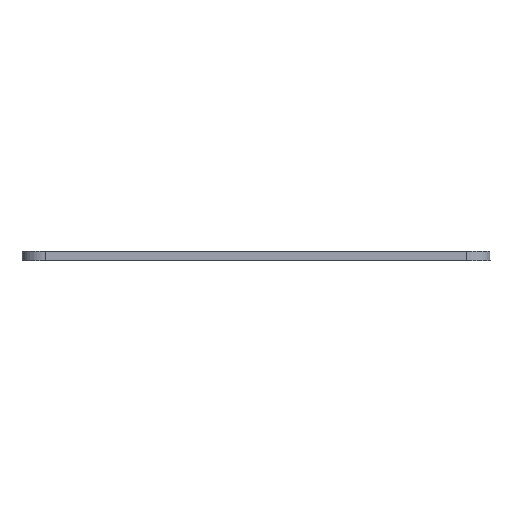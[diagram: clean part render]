
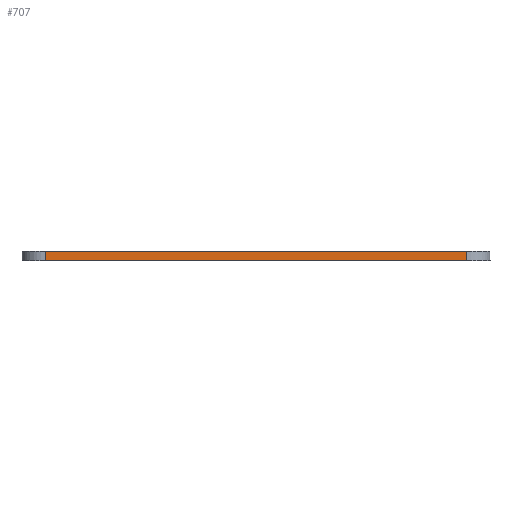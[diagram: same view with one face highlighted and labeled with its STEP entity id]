
A CAD part, front view. The second image highlights one B-rep face of the part: STEP entity #707.
In plain terms, the highlighted planar face has unit normal (0, -1, 0).
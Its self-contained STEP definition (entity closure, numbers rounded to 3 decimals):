
#169 = DIRECTION ( 'NONE',  ( 1., 0., 0. ) ) ;
#521 = CARTESIAN_POINT ( 'NONE',  ( 30., 572.817, 4. ) ) ;
#532 = LINE ( 'NONE', #3946, #4870 ) ;
#707 = ADVANCED_FACE ( 'NONE', ( #1085 ), #2768, .F. ) ;
#821 = CARTESIAN_POINT ( 'NONE',  ( -160., 572.817, 4. ) ) ;
#907 = DIRECTION ( 'NONE',  ( 1., 0., 0. ) ) ;
#999 = VERTEX_POINT ( 'NONE', #521 ) ;
#1085 = FACE_OUTER_BOUND ( 'NONE', #1328, .T. ) ;
#1328 = EDGE_LOOP ( 'NONE', ( #4577, #3486, #2272, #4039 ) ) ;
#1471 = AXIS2_PLACEMENT_3D ( 'NONE', #4129, #5428, #2790 ) ;
#1516 = CARTESIAN_POINT ( 'NONE',  ( 30., 572.817, 0. ) ) ;
#1565 = VERTEX_POINT ( 'NONE', #1516 ) ;
#1665 = DIRECTION ( 'NONE',  ( 0., 0., -1. ) ) ;
#1683 = DIRECTION ( 'NONE',  ( 0., 0., 1. ) ) ;
#2029 = EDGE_CURVE ( 'NONE', #2706, #999, #4751, .T. ) ;
#2101 = LINE ( 'NONE', #5496, #5150 ) ;
#2272 = ORIENTED_EDGE ( 'NONE', *, *, #4025, .T. ) ;
#2484 = EDGE_CURVE ( 'NONE', #2706, #4272, #2101, .T. ) ;
#2562 = VECTOR ( 'NONE', #1683, 1000. ) ;
#2706 = VERTEX_POINT ( 'NONE', #4909 ) ;
#2768 = PLANE ( 'NONE',  #1471 ) ;
#2790 = DIRECTION ( 'NONE',  ( 0., 0., 1. ) ) ;
#2863 = EDGE_CURVE ( 'NONE', #1565, #999, #4258, .T. ) ;
#3486 = ORIENTED_EDGE ( 'NONE', *, *, #2484, .T. ) ;
#3701 = VECTOR ( 'NONE', #907, 1000. ) ;
#3946 = CARTESIAN_POINT ( 'NONE',  ( -160., 572.817, 0. ) ) ;
#4025 = EDGE_CURVE ( 'NONE', #4272, #1565, #532, .T. ) ;
#4039 = ORIENTED_EDGE ( 'NONE', *, *, #2863, .T. ) ;
#4129 = CARTESIAN_POINT ( 'NONE',  ( -160., 572.817, 4. ) ) ;
#4258 = LINE ( 'NONE', #5155, #2562 ) ;
#4272 = VERTEX_POINT ( 'NONE', #5119 ) ;
#4577 = ORIENTED_EDGE ( 'NONE', *, *, #2029, .F. ) ;
#4751 = LINE ( 'NONE', #821, #3701 ) ;
#4870 = VECTOR ( 'NONE', #169, 1000. ) ;
#4909 = CARTESIAN_POINT ( 'NONE',  ( -150., 572.817, 4. ) ) ;
#5119 = CARTESIAN_POINT ( 'NONE',  ( -150., 572.817, 0. ) ) ;
#5150 = VECTOR ( 'NONE', #1665, 1000. ) ;
#5155 = CARTESIAN_POINT ( 'NONE',  ( 30., 572.817, 4. ) ) ;
#5428 = DIRECTION ( 'NONE',  ( 0., 1., 0. ) ) ;
#5496 = CARTESIAN_POINT ( 'NONE',  ( -150., 572.817, 4. ) ) ;
